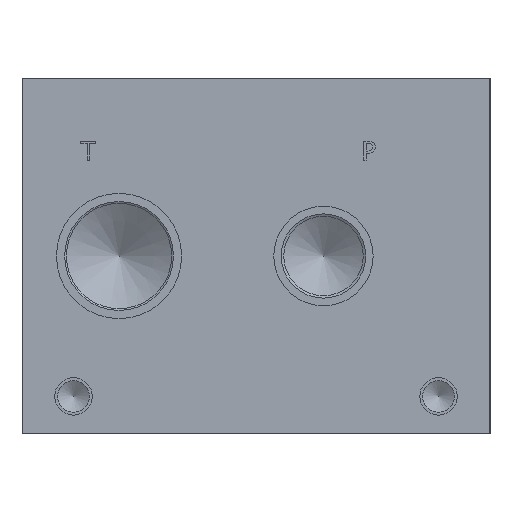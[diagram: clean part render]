
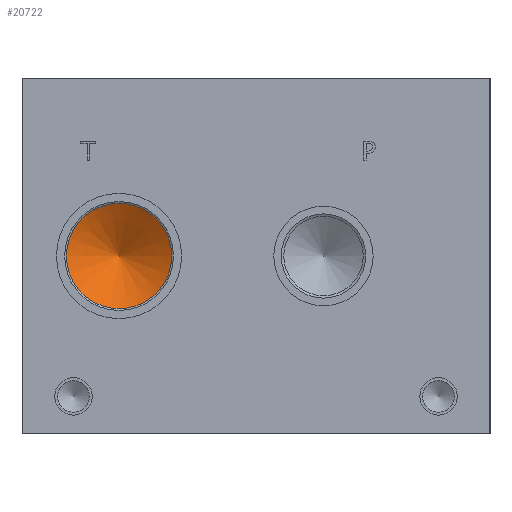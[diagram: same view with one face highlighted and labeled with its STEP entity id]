
A CAD part, left-side view. The second image highlights one B-rep face of the part: STEP entity #20722.
In plain terms, the highlighted conical face has half-angle 60 degrees and reference radius 8.928 mm.
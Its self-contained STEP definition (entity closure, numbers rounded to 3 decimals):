
#216=CONICAL_SURFACE('',#21725,8.928,1.047);
#663=CIRCLE('',#21726,17.856);
#664=CIRCLE('',#21727,17.856);
#2684=FACE_OUTER_BOUND('',#3885,.T.);
#3885=EDGE_LOOP('',(#17011,#17012,#17013,#17014));
#5881=LINE('',#34658,#7666);
#7666=VECTOR('',#25453,8.928);
#9351=VERTEX_POINT('',#34654);
#9352=VERTEX_POINT('',#34655);
#9353=VERTEX_POINT('',#34657);
#12091=EDGE_CURVE('',#9351,#9352,#663,.T.);
#12092=EDGE_CURVE('',#9352,#9353,#5881,.T.);
#12093=EDGE_CURVE('',#9352,#9351,#664,.T.);
#17011=ORIENTED_EDGE('',*,*,#12091,.T.);
#17012=ORIENTED_EDGE('',*,*,#12092,.T.);
#17013=ORIENTED_EDGE('',*,*,#12092,.F.);
#17014=ORIENTED_EDGE('',*,*,#12093,.T.);
#20722=ADVANCED_FACE('',(#2684),#216,.F.);
#21725=AXIS2_PLACEMENT_3D('',#34653,#25449,#25450);
#21726=AXIS2_PLACEMENT_3D('',#34656,#25451,#25452);
#21727=AXIS2_PLACEMENT_3D('',#34659,#25454,#25455);
#25449=DIRECTION('center_axis',(-1.,0.,0.));
#25450=DIRECTION('ref_axis',(0.,1.,0.));
#25451=DIRECTION('center_axis',(-1.,0.,0.));
#25452=DIRECTION('ref_axis',(0.,1.,0.));
#25453=DIRECTION('',(0.5,0.866,0.));
#25454=DIRECTION('center_axis',(-1.,0.,0.));
#25455=DIRECTION('ref_axis',(0.,1.,0.));
#34653=CARTESIAN_POINT('Origin',(46.365,125.832,60.325));
#34654=CARTESIAN_POINT('',(41.21,143.688,60.325));
#34655=CARTESIAN_POINT('',(41.21,107.975,60.325));
#34656=CARTESIAN_POINT('Origin',(41.21,125.832,60.325));
#34657=CARTESIAN_POINT('',(51.519,125.832,60.325));
#34658=CARTESIAN_POINT('',(46.365,116.904,60.325));
#34659=CARTESIAN_POINT('Origin',(41.21,125.832,60.325));
